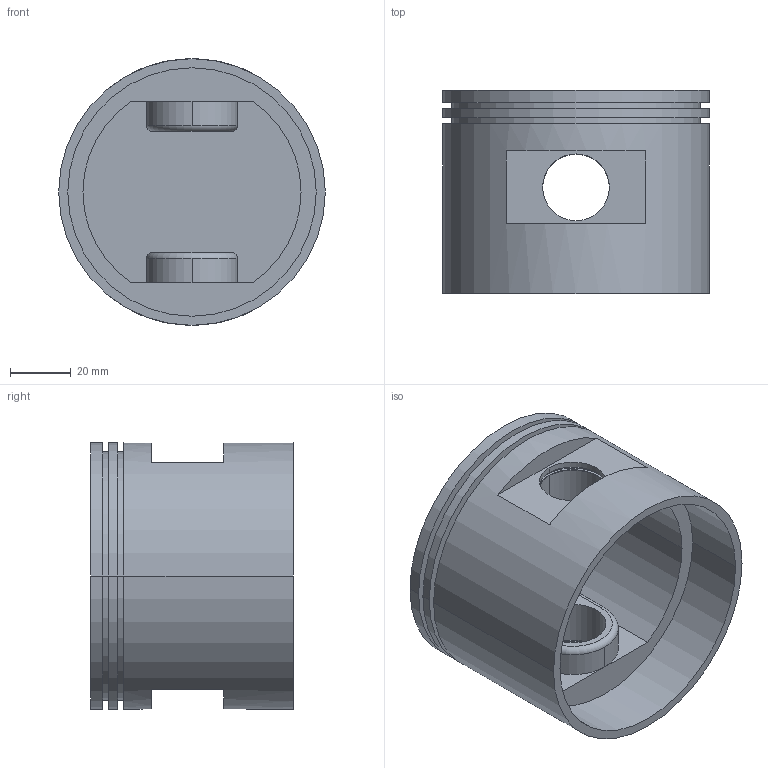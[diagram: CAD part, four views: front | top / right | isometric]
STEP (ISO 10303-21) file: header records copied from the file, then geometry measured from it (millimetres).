
FILE_DESCRIPTION (( 'STEP AP203' ), '1' );
FILE_NAME ('piston_1235.STEP', '2021-12-14T16:30:48', ( '' ), ( '' ), 'SwSTEP 2.0', 'SolidWorks 2020', '' );
FILE_SCHEMA (( 'CONFIG_CONTROL_DESIGN' ));
Length unit declared in the file: millimetre
Products named in the file (1): piston_1235
Bounding box: 88 x 67 x 88 mm (x, y, z)
Volume: 150235.6 mm3; surface area: 51139.7 mm2
Topology: 1 solids, 1 shells, 81 faces, 177 edges, 110 vertices
Faces by surface type: cylinder 35, plane 28, torus 18
Entity records: 2332 total; most frequent: DIRECTION 449, CARTESIAN_POINT 369, ORIENTED_EDGE 354, AXIS2_PLACEMENT_3D 190, EDGE_CURVE 177, VERTEX_POINT 110, CIRCLE 108, EDGE_LOOP 97
